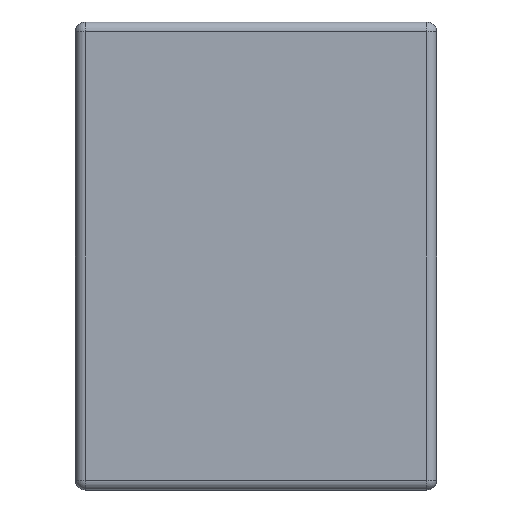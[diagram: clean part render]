
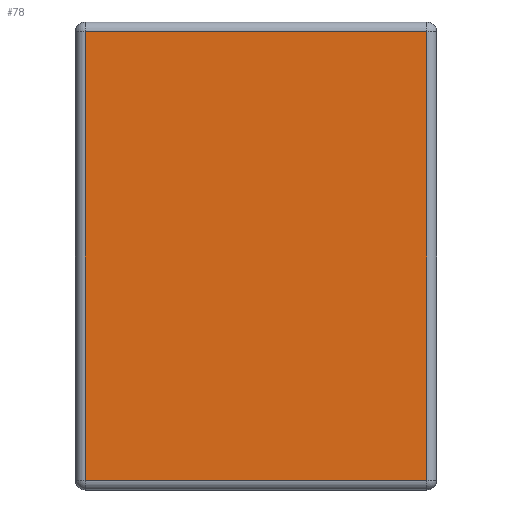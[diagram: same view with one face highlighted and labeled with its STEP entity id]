
A CAD part, left-side view. The second image highlights one B-rep face of the part: STEP entity #78.
In plain terms, the highlighted planar face has unit normal (-1, 0, 0).
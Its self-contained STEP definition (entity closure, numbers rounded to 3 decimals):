
#78 = ADVANCED_FACE ( 'NONE', ( #2467 ), #410, .T. ) ;
#181 = LINE ( 'NONE', #1278, #4176 ) ;
#261 = CARTESIAN_POINT ( 'NONE',  ( 0., 2.043, -2.72 ) ) ;
#277 = LINE ( 'NONE', #4457, #2598 ) ;
#355 = CARTESIAN_POINT ( 'NONE',  ( 0., 0.057, 0. ) ) ;
#410 = PLANE ( 'NONE',  #574 ) ;
#574 = AXIS2_PLACEMENT_3D ( 'NONE', #4090, #4077, #1601 ) ;
#928 = DIRECTION ( 'NONE',  ( 0., -1., 0. ) ) ;
#954 = ORIENTED_EDGE ( 'NONE', *, *, #4314, .T. ) ;
#1278 = CARTESIAN_POINT ( 'NONE',  ( 0., 0., -2.663 ) ) ;
#1350 = ORIENTED_EDGE ( 'NONE', *, *, #1381, .T. ) ;
#1381 = EDGE_CURVE ( 'NONE', #3586, #3104, #181, .T. ) ;
#1421 = VECTOR ( 'NONE', #4416, 1000. ) ;
#1555 = EDGE_CURVE ( 'NONE', #3104, #4234, #1991, .T. ) ;
#1574 = CARTESIAN_POINT ( 'NONE',  ( 0., 0.057, -0.057 ) ) ;
#1601 = DIRECTION ( 'NONE',  ( 0., 0., 1. ) ) ;
#1659 = DIRECTION ( 'NONE',  ( 0., 1., 0. ) ) ;
#1991 = LINE ( 'NONE', #355, #1421 ) ;
#2240 = EDGE_CURVE ( 'NONE', #4234, #3494, #277, .T. ) ;
#2243 = CARTESIAN_POINT ( 'NONE',  ( 0., 2.043, -2.663 ) ) ;
#2308 = CARTESIAN_POINT ( 'NONE',  ( 0., 0.057, -2.663 ) ) ;
#2366 = VECTOR ( 'NONE', #3862, 1000. ) ;
#2467 = FACE_OUTER_BOUND ( 'NONE', #4591, .T. ) ;
#2598 = VECTOR ( 'NONE', #1659, 1000. ) ;
#2759 = ORIENTED_EDGE ( 'NONE', *, *, #1555, .T. ) ;
#2931 = CARTESIAN_POINT ( 'NONE',  ( 0., 2.043, -0.057 ) ) ;
#3006 = ORIENTED_EDGE ( 'NONE', *, *, #2240, .T. ) ;
#3104 = VERTEX_POINT ( 'NONE', #2308 ) ;
#3296 = LINE ( 'NONE', #261, #2366 ) ;
#3494 = VERTEX_POINT ( 'NONE', #2931 ) ;
#3586 = VERTEX_POINT ( 'NONE', #2243 ) ;
#3862 = DIRECTION ( 'NONE',  ( 0., 0., -1. ) ) ;
#4077 = DIRECTION ( 'NONE',  ( -1., 0., 0. ) ) ;
#4090 = CARTESIAN_POINT ( 'NONE',  ( 0., 0., 0. ) ) ;
#4176 = VECTOR ( 'NONE', #928, 1000. ) ;
#4234 = VERTEX_POINT ( 'NONE', #1574 ) ;
#4314 = EDGE_CURVE ( 'NONE', #3494, #3586, #3296, .T. ) ;
#4416 = DIRECTION ( 'NONE',  ( 0., 0., 1. ) ) ;
#4457 = CARTESIAN_POINT ( 'NONE',  ( 0., 2.1, -0.057 ) ) ;
#4591 = EDGE_LOOP ( 'NONE', ( #1350, #2759, #3006, #954 ) ) ;
